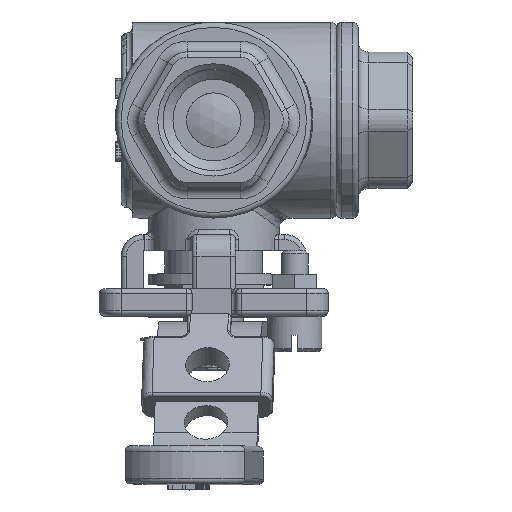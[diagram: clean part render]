
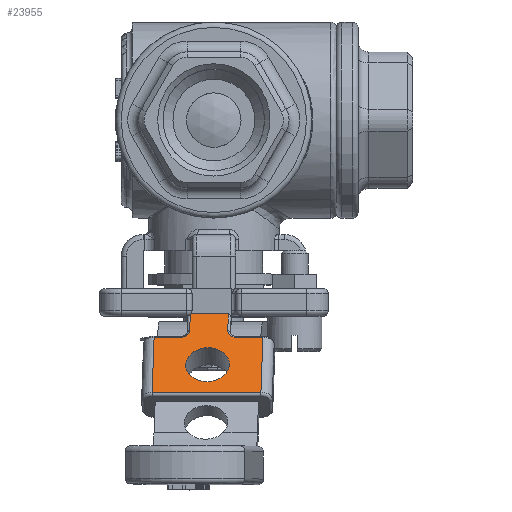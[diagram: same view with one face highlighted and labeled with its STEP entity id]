
A CAD part, top view. The second image highlights one B-rep face of the part: STEP entity #23955.
In plain terms, the highlighted planar face has unit normal (-0.035, 0.624, 0.78).
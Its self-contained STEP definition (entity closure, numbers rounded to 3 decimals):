
#530=ELLIPSE('',#24795,1.281,1.);
#1491=FACE_BOUND('',#7864,.T.);
#2750=LINE('',#41326,#4609);
#2751=LINE('',#41330,#4610);
#2752=LINE('',#41332,#4611);
#2753=LINE('',#41334,#4612);
#2754=LINE('',#41336,#4613);
#2755=LINE('',#41338,#4614);
#2756=LINE('',#41342,#4615);
#2757=LINE('',#41343,#4616);
#4609=VECTOR('',#29723,10.);
#4610=VECTOR('',#29726,10.);
#4611=VECTOR('',#29727,10.);
#4612=VECTOR('',#29728,10.);
#4613=VECTOR('',#29729,10.);
#4614=VECTOR('',#29730,10.);
#4615=VECTOR('',#29733,10.);
#4616=VECTOR('',#29734,10.);
#6396=FACE_OUTER_BOUND('',#7863,.T.);
#7863=EDGE_LOOP('',(#18867,#18868,#18869,#18870,#18871,#18872,#18873,#18874,
#18875,#18876,#18877));
#7864=EDGE_LOOP('',(#18878));
#8862=CIRCLE('',#25632,1.5);
#8863=CIRCLE('',#25633,1.5);
#8864=CIRCLE('',#25634,4.);
#9334=VERTEX_POINT('',#32487);
#9338=VERTEX_POINT('',#32496);
#10447=VERTEX_POINT('',#41325);
#10448=VERTEX_POINT('',#41327);
#10449=VERTEX_POINT('',#41329);
#10450=VERTEX_POINT('',#41331);
#10451=VERTEX_POINT('',#41333);
#10452=VERTEX_POINT('',#41335);
#10453=VERTEX_POINT('',#41337);
#10454=VERTEX_POINT('',#41339);
#10455=VERTEX_POINT('',#41341);
#10456=VERTEX_POINT('',#41344);
#11616=EDGE_CURVE('',#9334,#9338,#530,.T.);
#13372=EDGE_CURVE('',#10447,#9338,#2750,.T.);
#13373=EDGE_CURVE('',#10448,#10447,#8862,.T.);
#13374=EDGE_CURVE('',#10449,#10448,#2751,.T.);
#13375=EDGE_CURVE('',#10449,#10450,#2752,.T.);
#13376=EDGE_CURVE('',#10451,#10450,#2753,.T.);
#13377=EDGE_CURVE('',#10452,#10451,#2754,.T.);
#13378=EDGE_CURVE('',#10453,#10452,#2755,.T.);
#13379=EDGE_CURVE('',#10454,#10453,#8863,.T.);
#13380=EDGE_CURVE('',#10455,#10454,#2756,.T.);
#13381=EDGE_CURVE('',#9334,#10455,#2757,.T.);
#13382=EDGE_CURVE('',#10456,#10456,#8864,.T.);
#18867=ORIENTED_EDGE('',*,*,#11616,.T.);
#18868=ORIENTED_EDGE('',*,*,#13372,.F.);
#18869=ORIENTED_EDGE('',*,*,#13373,.F.);
#18870=ORIENTED_EDGE('',*,*,#13374,.F.);
#18871=ORIENTED_EDGE('',*,*,#13375,.T.);
#18872=ORIENTED_EDGE('',*,*,#13376,.F.);
#18873=ORIENTED_EDGE('',*,*,#13377,.F.);
#18874=ORIENTED_EDGE('',*,*,#13378,.F.);
#18875=ORIENTED_EDGE('',*,*,#13379,.F.);
#18876=ORIENTED_EDGE('',*,*,#13380,.F.);
#18877=ORIENTED_EDGE('',*,*,#13381,.F.);
#18878=ORIENTED_EDGE('',*,*,#13382,.T.);
#21509=PLANE('',#25631);
#23955=ADVANCED_FACE('',(#6396,#1491),#21509,.T.);
#24795=AXIS2_PLACEMENT_3D('',#32511,#27068,#27069);
#25631=AXIS2_PLACEMENT_3D('',#41324,#29721,#29722);
#25632=AXIS2_PLACEMENT_3D('',#41328,#29724,#29725);
#25633=AXIS2_PLACEMENT_3D('',#41340,#29731,#29732);
#25634=AXIS2_PLACEMENT_3D('',#41345,#29735,#29736);
#27068=DIRECTION('center_axis',(0.035,-0.624,-0.78));
#27069=DIRECTION('ref_axis',(0.043,-0.779,0.625));
#29721=DIRECTION('center_axis',(-0.035,0.624,0.78));
#29722=DIRECTION('ref_axis',(-0.999,0.,-0.045));
#29723=DIRECTION('',(0.028,0.781,-0.624));
#29724=DIRECTION('center_axis',(-0.035,0.624,0.78));
#29725=DIRECTION('ref_axis',(0.687,-0.552,0.472));
#29726=DIRECTION('',(0.999,0.,0.045));
#29727=DIRECTION('',(-0.028,-0.781,0.624));
#29728=DIRECTION('',(-0.999,0.,-0.045));
#29729=DIRECTION('',(-0.028,-0.781,0.624));
#29730=DIRECTION('',(0.999,0.,0.045));
#29731=DIRECTION('center_axis',(-0.035,0.624,0.78));
#29732=DIRECTION('ref_axis',(-0.726,-0.552,0.409));
#29733=DIRECTION('',(-0.028,-0.781,0.624));
#29734=DIRECTION('',(0.999,0.,0.045));
#29735=DIRECTION('center_axis',(0.035,-0.624,-0.78));
#29736=DIRECTION('ref_axis',(-0.999,0.,-0.045));
#32487=CARTESIAN_POINT('',(-4.181,-35.573,40.752));
#32496=CARTESIAN_POINT('',(-4.324,-35.737,40.876));
#32511=CARTESIAN_POINT('Origin',(-5.,-35.,40.257));
#41324=CARTESIAN_POINT('Origin',(9.029,-39.48,44.466));
#41325=CARTESIAN_POINT('',(-4.429,-38.698,43.24));
#41326=CARTESIAN_POINT('',(-4.388,-37.527,42.305));
#41327=CARTESIAN_POINT('',(-5.97,-39.87,44.109));
#41328=CARTESIAN_POINT('Origin',(-5.928,-38.698,43.173));
#41329=CARTESIAN_POINT('',(-10.965,-39.87,43.886));
#41330=CARTESIAN_POINT('',(4.02,-39.87,44.555));
#41331=CARTESIAN_POINT('',(-11.327,-50.027,51.992));
#41332=CARTESIAN_POINT('',(-10.951,-39.48,43.574));
#41333=CARTESIAN_POINT('',(8.654,-50.027,52.884));
#41334=CARTESIAN_POINT('',(3.659,-50.027,52.661));
#41335=CARTESIAN_POINT('',(9.015,-39.87,44.778));
#41336=CARTESIAN_POINT('',(9.029,-39.48,44.466));
#41337=CARTESIAN_POINT('',(4.02,-39.87,44.555));
#41338=CARTESIAN_POINT('',(4.02,-39.87,44.555));
#41339=CARTESIAN_POINT('',(2.564,-38.698,43.552));
#41340=CARTESIAN_POINT('Origin',(4.062,-38.698,43.619));
#41341=CARTESIAN_POINT('',(2.675,-35.573,41.058));
#41342=CARTESIAN_POINT('',(2.536,-39.48,44.176));
#41343=CARTESIAN_POINT('',(1.177,-35.573,40.991));
#41344=CARTESIAN_POINT('',(-5.152,-44.948,48.207));
#41345=CARTESIAN_POINT('Origin',(-1.156,-44.948,48.385));
